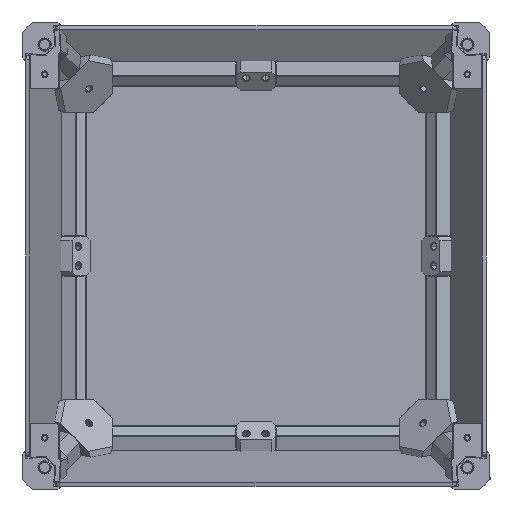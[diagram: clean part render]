
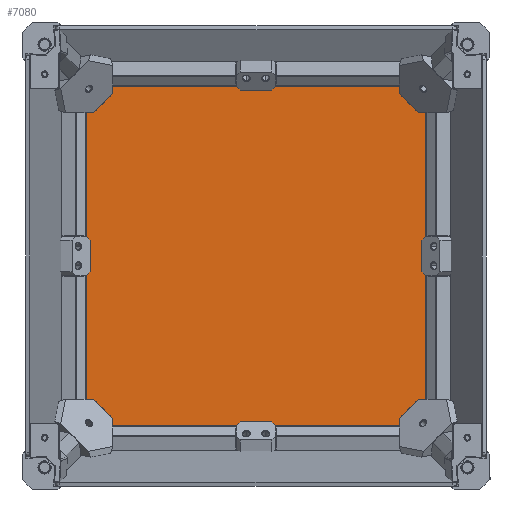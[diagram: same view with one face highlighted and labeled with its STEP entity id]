
A CAD part, front view. The second image highlights one B-rep face of the part: STEP entity #7080.
In plain terms, the highlighted planar face has unit normal (0, -1, 0).
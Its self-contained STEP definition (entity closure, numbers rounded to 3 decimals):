
#111 = VERTEX_POINT ( 'NONE', #13003 ) ;
#152 = CARTESIAN_POINT ( 'NONE',  ( -84.25, 0., 84.25 ) ) ;
#457 = DIRECTION ( 'NONE',  ( 0., 1., 0. ) ) ;
#639 = EDGE_CURVE ( 'NONE', #6685, #15768, #31211, .T. ) ;
#1268 = CIRCLE ( 'NONE', #3125, 2. ) ;
#1597 = CARTESIAN_POINT ( 'NONE',  ( -86.25, 0., -84.25 ) ) ;
#2039 = ORIENTED_EDGE ( 'NONE', *, *, #29857, .F. ) ;
#2690 = DIRECTION ( 'NONE',  ( 0., 0., 1. ) ) ;
#3100 = CIRCLE ( 'NONE', #32490, 2. ) ;
#3125 = AXIS2_PLACEMENT_3D ( 'NONE', #28823, #13722, #31338 ) ;
#3593 = CARTESIAN_POINT ( 'NONE',  ( -84.25, 0., -86.25 ) ) ;
#4076 = CARTESIAN_POINT ( 'NONE',  ( -84.25, 0., 86.25 ) ) ;
#4217 = AXIS2_PLACEMENT_3D ( 'NONE', #12980, #457, #18050 ) ;
#5164 = EDGE_CURVE ( 'NONE', #12744, #17537, #23748, .T. ) ;
#5984 = ORIENTED_EDGE ( 'NONE', *, *, #30635, .F. ) ;
#6436 = DIRECTION ( 'NONE',  ( 0., 0., 1. ) ) ;
#6685 = VERTEX_POINT ( 'NONE', #31384 ) ;
#7080 = ADVANCED_FACE ( 'NONE', ( #16544 ), #30582, .F. ) ;
#7218 = CARTESIAN_POINT ( 'NONE',  ( -84.25, 0., -86.25 ) ) ;
#7966 = CIRCLE ( 'NONE', #13117, 2. ) ;
#8207 = CARTESIAN_POINT ( 'NONE',  ( 84.25, 0., 84.25 ) ) ;
#8990 = EDGE_CURVE ( 'NONE', #14013, #6685, #3100, .T. ) ;
#9016 = VERTEX_POINT ( 'NONE', #22789 ) ;
#10058 = VERTEX_POINT ( 'NONE', #31327 ) ;
#10742 = DIRECTION ( 'NONE',  ( 0., 0., 1. ) ) ;
#11288 = CARTESIAN_POINT ( 'NONE',  ( 84.25, 0., -84.25 ) ) ;
#11436 = ORIENTED_EDGE ( 'NONE', *, *, #8990, .F. ) ;
#11658 = DIRECTION ( 'NONE',  ( 0., 0., -1. ) ) ;
#11756 = LINE ( 'NONE', #1597, #18465 ) ;
#11937 = CARTESIAN_POINT ( 'NONE',  ( -86.25, 0., 84.25 ) ) ;
#12501 = ORIENTED_EDGE ( 'NONE', *, *, #32079, .F. ) ;
#12744 = VERTEX_POINT ( 'NONE', #26978 ) ;
#12980 = CARTESIAN_POINT ( 'NONE',  ( -84.25, 0., 84.25 ) ) ;
#13003 = CARTESIAN_POINT ( 'NONE',  ( -86.25, 0., -84.25 ) ) ;
#13117 = AXIS2_PLACEMENT_3D ( 'NONE', #11288, #28897, #13799 ) ;
#13153 = EDGE_LOOP ( 'NONE', ( #11436, #25792, #24317, #31416, #12501, #5984, #2039, #32067 ) ) ;
#13722 = DIRECTION ( 'NONE',  ( 0., 1., 0. ) ) ;
#13799 = DIRECTION ( 'NONE',  ( 0., 0., -1. ) ) ;
#14013 = VERTEX_POINT ( 'NONE', #11937 ) ;
#15768 = VERTEX_POINT ( 'NONE', #18737 ) ;
#16444 = AXIS2_PLACEMENT_3D ( 'NONE', #8207, #25813, #10742 ) ;
#16544 = FACE_OUTER_BOUND ( 'NONE', #13153, .T. ) ;
#17028 = VECTOR ( 'NONE', #28766, 1000. ) ;
#17537 = VERTEX_POINT ( 'NONE', #7218 ) ;
#17730 = DIRECTION ( 'NONE',  ( 0., 1., 0. ) ) ;
#18050 = DIRECTION ( 'NONE',  ( 0., 0., 1. ) ) ;
#18465 = VECTOR ( 'NONE', #6436, 1000. ) ;
#18737 = CARTESIAN_POINT ( 'NONE',  ( 84.25, 0., 86.25 ) ) ;
#19452 = LINE ( 'NONE', #26730, #31261 ) ;
#20765 = EDGE_CURVE ( 'NONE', #17537, #111, #1268, .T. ) ;
#22629 = CIRCLE ( 'NONE', #16444, 2. ) ;
#22789 = CARTESIAN_POINT ( 'NONE',  ( 86.25, 0., 84.25 ) ) ;
#22962 = EDGE_CURVE ( 'NONE', #111, #14013, #11756, .T. ) ;
#23748 = LINE ( 'NONE', #3593, #17028 ) ;
#24317 = ORIENTED_EDGE ( 'NONE', *, *, #20765, .F. ) ;
#25288 = VECTOR ( 'NONE', #29250, 1000. ) ;
#25792 = ORIENTED_EDGE ( 'NONE', *, *, #22962, .F. ) ;
#25813 = DIRECTION ( 'NONE',  ( 0., 1., 0. ) ) ;
#26730 = CARTESIAN_POINT ( 'NONE',  ( 86.25, 0., -84.25 ) ) ;
#26978 = CARTESIAN_POINT ( 'NONE',  ( 84.25, 0., -86.25 ) ) ;
#28766 = DIRECTION ( 'NONE',  ( -1., 0., 0. ) ) ;
#28823 = CARTESIAN_POINT ( 'NONE',  ( -84.25, 0., -84.25 ) ) ;
#28897 = DIRECTION ( 'NONE',  ( 0., 1., 0. ) ) ;
#29250 = DIRECTION ( 'NONE',  ( 1., 0., 0. ) ) ;
#29857 = EDGE_CURVE ( 'NONE', #15768, #9016, #22629, .T. ) ;
#30582 = PLANE ( 'NONE',  #4217 ) ;
#30635 = EDGE_CURVE ( 'NONE', #9016, #10058, #19452, .T. ) ;
#31211 = LINE ( 'NONE', #4076, #25288 ) ;
#31261 = VECTOR ( 'NONE', #11658, 1000. ) ;
#31327 = CARTESIAN_POINT ( 'NONE',  ( 86.25, 0., -84.25 ) ) ;
#31338 = DIRECTION ( 'NONE',  ( 0., 0., 1. ) ) ;
#31384 = CARTESIAN_POINT ( 'NONE',  ( -84.25, 0., 86.25 ) ) ;
#31416 = ORIENTED_EDGE ( 'NONE', *, *, #5164, .F. ) ;
#32067 = ORIENTED_EDGE ( 'NONE', *, *, #639, .F. ) ;
#32079 = EDGE_CURVE ( 'NONE', #10058, #12744, #7966, .T. ) ;
#32490 = AXIS2_PLACEMENT_3D ( 'NONE', #152, #17730, #2690 ) ;
